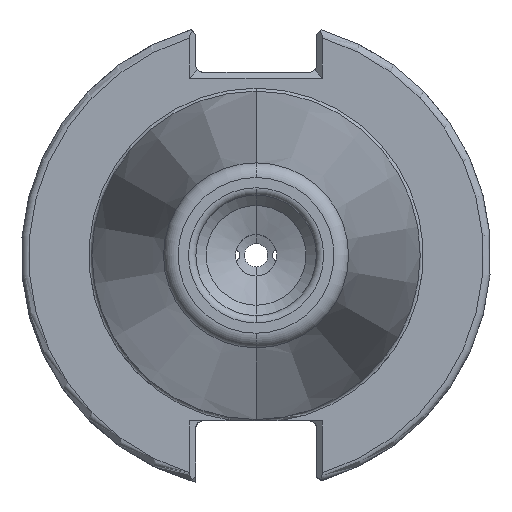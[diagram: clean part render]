
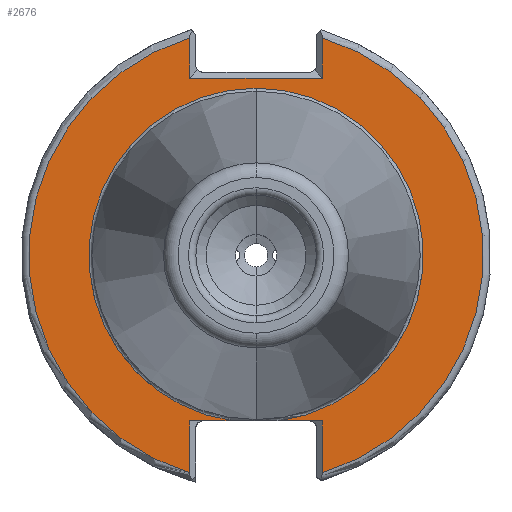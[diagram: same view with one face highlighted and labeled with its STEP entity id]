
A CAD part, left-side view. The second image highlights one B-rep face of the part: STEP entity #2676.
In plain terms, the highlighted planar face has unit normal (-1, 0, 0).
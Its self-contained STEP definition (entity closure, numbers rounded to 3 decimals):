
#8 = CARTESIAN_POINT ( 'NONE',  ( -76.82, -8.19, -22.41 ) ) ;
#120 = ORIENTED_EDGE ( 'NONE', *, *, #4343, .T. ) ;
#136 = ORIENTED_EDGE ( 'NONE', *, *, #3465, .F. ) ;
#350 = CIRCLE ( 'NONE', #807, 22.625 ) ;
#359 = VERTEX_POINT ( 'NONE', #4559 ) ;
#372 = CARTESIAN_POINT ( 'NONE',  ( -76.82, 0., 0. ) ) ;
#450 = AXIS2_PLACEMENT_3D ( 'NONE', #901, #3444, #1264 ) ;
#531 = ORIENTED_EDGE ( 'NONE', *, *, #1765, .T. ) ;
#669 = LINE ( 'NONE', #8, #2606 ) ;
#709 = AXIS2_PLACEMENT_3D ( 'NONE', #4042, #1859, #4391 ) ;
#717 = DIRECTION ( 'NONE',  ( 1., 0., 0. ) ) ;
#807 = AXIS2_PLACEMENT_3D ( 'NONE', #3356, #1172, #3721 ) ;
#901 = CARTESIAN_POINT ( 'NONE',  ( -76.82, 0., 0. ) ) ;
#942 = CARTESIAN_POINT ( 'NONE',  ( -76.82, -8.99, 24.8 ) ) ;
#1091 = ORIENTED_EDGE ( 'NONE', *, *, #1216, .T. ) ;
#1172 = DIRECTION ( 'NONE',  ( -1., 0., 0. ) ) ;
#1191 = EDGE_CURVE ( 'NONE', #2654, #2616, #2920, .T. ) ;
#1216 = EDGE_CURVE ( 'NONE', #3380, #2654, #3548, .T. ) ;
#1264 = DIRECTION ( 'NONE',  ( 0., 0., 1. ) ) ;
#1333 = AXIS2_PLACEMENT_3D ( 'NONE', #2066, #4608, #2447 ) ;
#1424 = EDGE_CURVE ( 'NONE', #2166, #3380, #3088, .T. ) ;
#1435 = DIRECTION ( 'NONE',  ( 0., 1., 0. ) ) ;
#1546 = CARTESIAN_POINT ( 'NONE',  ( -76.82, 8.99, 29.433 ) ) ;
#1561 = AXIS2_PLACEMENT_3D ( 'NONE', #372, #717, #3265 ) ;
#1737 = VECTOR ( 'NONE', #3585, 1000. ) ;
#1765 = EDGE_CURVE ( 'NONE', #359, #2166, #2173, .T. ) ;
#1773 = ORIENTED_EDGE ( 'NONE', *, *, #1191, .T. ) ;
#1831 = CIRCLE ( 'NONE', #450, 22.625 ) ;
#1859 = DIRECTION ( 'NONE',  ( -1., 0., 0. ) ) ;
#1916 = LINE ( 'NONE', #942, #4703 ) ;
#1969 = CIRCLE ( 'NONE', #1333, 30.775 ) ;
#1992 = FACE_OUTER_BOUND ( 'NONE', #4596, .T. ) ;
#2066 = CARTESIAN_POINT ( 'NONE',  ( -76.82, 0., 0. ) ) ;
#2107 = VECTOR ( 'NONE', #1435, 1000. ) ;
#2108 = CARTESIAN_POINT ( 'NONE',  ( -76.82, -8.99, 0. ) ) ;
#2141 = CARTESIAN_POINT ( 'NONE',  ( -76.82, 8.99, -22.41 ) ) ;
#2142 = CARTESIAN_POINT ( 'NONE',  ( -76.82, 8.99, -29.433 ) ) ;
#2166 = VERTEX_POINT ( 'NONE', #1546 ) ;
#2173 = LINE ( 'NONE', #4507, #3028 ) ;
#2360 = CARTESIAN_POINT ( 'NONE',  ( -76.82, -8.99, 24. ) ) ;
#2426 = EDGE_CURVE ( 'NONE', #2689, #4223, #1831, .T. ) ;
#2447 = DIRECTION ( 'NONE',  ( 0., 0., -1. ) ) ;
#2480 = ORIENTED_EDGE ( 'NONE', *, *, #2670, .T. ) ;
#2484 = DIRECTION ( 'NONE',  ( 0., 0., -1. ) ) ;
#2546 = VECTOR ( 'NONE', #2484, 1000. ) ;
#2548 = CARTESIAN_POINT ( 'NONE',  ( -76.82, -3.112, -22.41 ) ) ;
#2551 = DIRECTION ( 'NONE',  ( 0., -1., 0. ) ) ;
#2581 = VECTOR ( 'NONE', #4056, 1000. ) ;
#2589 = CARTESIAN_POINT ( 'NONE',  ( -76.82, 8.99, 0. ) ) ;
#2606 = VECTOR ( 'NONE', #2551, 1000. ) ;
#2616 = VERTEX_POINT ( 'NONE', #4283 ) ;
#2654 = VERTEX_POINT ( 'NONE', #2141 ) ;
#2670 = EDGE_CURVE ( 'NONE', #3170, #359, #3939, .T. ) ;
#2676 = ADVANCED_FACE ( 'NONE', ( #1992 ), #4704, .F. ) ;
#2689 = VERTEX_POINT ( 'NONE', #2548 ) ;
#2801 = CARTESIAN_POINT ( 'NONE',  ( -76.82, -8.99, 29.433 ) ) ;
#2920 = LINE ( 'NONE', #3959, #1737 ) ;
#2962 = ORIENTED_EDGE ( 'NONE', *, *, #4683, .T. ) ;
#3028 = VECTOR ( 'NONE', #3072, 1000. ) ;
#3072 = DIRECTION ( 'NONE',  ( 0., 0., 1. ) ) ;
#3088 = CIRCLE ( 'NONE', #709, 30.775 ) ;
#3120 = CARTESIAN_POINT ( 'NONE',  ( -76.82, 0., 22.625 ) ) ;
#3170 = VERTEX_POINT ( 'NONE', #2360 ) ;
#3265 = DIRECTION ( 'NONE',  ( 0., 0., -1. ) ) ;
#3356 = CARTESIAN_POINT ( 'NONE',  ( -76.82, 0., 0. ) ) ;
#3380 = VERTEX_POINT ( 'NONE', #2142 ) ;
#3444 = DIRECTION ( 'NONE',  ( -1., 0., 0. ) ) ;
#3465 = EDGE_CURVE ( 'NONE', #4223, #2616, #350, .T. ) ;
#3479 = CARTESIAN_POINT ( 'NONE',  ( -76.82, -8.99, -22.41 ) ) ;
#3486 = DIRECTION ( 'NONE',  ( 0., 0., -1. ) ) ;
#3548 = LINE ( 'NONE', #2589, #2581 ) ;
#3585 = DIRECTION ( 'NONE',  ( 0., -1., 0. ) ) ;
#3648 = VERTEX_POINT ( 'NONE', #3479 ) ;
#3700 = VERTEX_POINT ( 'NONE', #2801 ) ;
#3721 = DIRECTION ( 'NONE',  ( 0., 0., 1. ) ) ;
#3796 = ORIENTED_EDGE ( 'NONE', *, *, #2426, .F. ) ;
#3802 = ORIENTED_EDGE ( 'NONE', *, *, #4478, .T. ) ;
#3908 = ORIENTED_EDGE ( 'NONE', *, *, #1424, .T. ) ;
#3939 = LINE ( 'NONE', #3986, #2107 ) ;
#3959 = CARTESIAN_POINT ( 'NONE',  ( -76.82, -8.19, -22.41 ) ) ;
#3983 = CARTESIAN_POINT ( 'NONE',  ( -76.82, -8.99, -29.433 ) ) ;
#3986 = CARTESIAN_POINT ( 'NONE',  ( -76.82, 0., 24. ) ) ;
#4042 = CARTESIAN_POINT ( 'NONE',  ( -76.82, 0., 0. ) ) ;
#4056 = DIRECTION ( 'NONE',  ( 0., 0., 1. ) ) ;
#4223 = VERTEX_POINT ( 'NONE', #3120 ) ;
#4227 = EDGE_CURVE ( 'NONE', #3700, #3170, #1916, .T. ) ;
#4275 = ORIENTED_EDGE ( 'NONE', *, *, #4227, .T. ) ;
#4283 = CARTESIAN_POINT ( 'NONE',  ( -76.82, 3.112, -22.41 ) ) ;
#4343 = EDGE_CURVE ( 'NONE', #3648, #4425, #4584, .T. ) ;
#4391 = DIRECTION ( 'NONE',  ( 0., 0., -1. ) ) ;
#4425 = VERTEX_POINT ( 'NONE', #3983 ) ;
#4478 = EDGE_CURVE ( 'NONE', #4425, #3700, #1969, .T. ) ;
#4507 = CARTESIAN_POINT ( 'NONE',  ( -76.82, 8.99, 30.701 ) ) ;
#4559 = CARTESIAN_POINT ( 'NONE',  ( -76.82, 8.99, 24. ) ) ;
#4584 = LINE ( 'NONE', #2108, #2546 ) ;
#4596 = EDGE_LOOP ( 'NONE', ( #531, #3908, #1091, #1773, #136, #3796, #2962, #120, #3802, #4275, #2480 ) ) ;
#4608 = DIRECTION ( 'NONE',  ( -1., 0., 0. ) ) ;
#4683 = EDGE_CURVE ( 'NONE', #2689, #3648, #669, .T. ) ;
#4703 = VECTOR ( 'NONE', #3486, 1000. ) ;
#4704 = PLANE ( 'NONE',  #1561 ) ;
